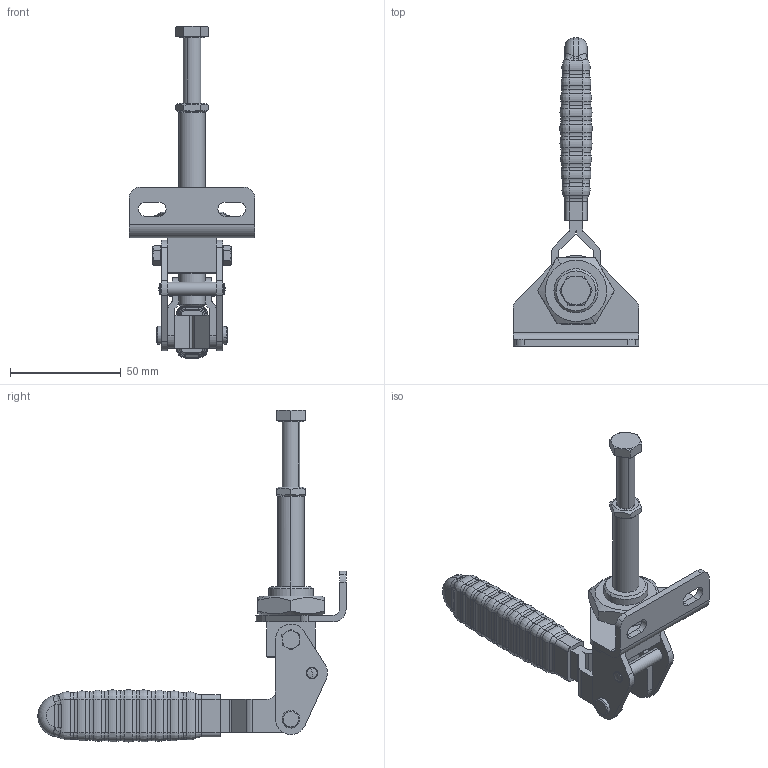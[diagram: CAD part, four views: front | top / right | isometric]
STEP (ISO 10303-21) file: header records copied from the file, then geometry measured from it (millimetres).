
FILE_DESCRIPTION((''),'2;1');
FILE_NAME('CP16.stp','2009-10-27T15:35:13',('David'),(''),'Autodesk Inventor 8','Autodesk Inventor 8','');
FILE_SCHEMA(('AUTOMOTIVE_DESIGN { 1 0 10303 214 1 1 1 1 }'));
Length unit declared in the file: millimetre
Products named in the file (9): CP16; CP16 MOUNTING BRACKET; CP16 BODY; CP16 PLUNGER; CP16 HANDLE ASSEMBLY; CP16 LINK ASSEMBLY; ISO 4017  (Regular Thread) M8 x 60; ISO 4035 - M8; DIN 439-2  (Fine Thread) - replaced by DIN EN 28 675 M20 x 1
Assembly tree (8 placements, depth 2):
  CP16
    CP16 MOUNTING BRACKET
    CP16 BODY
    CP16 PLUNGER
    CP16 HANDLE ASSEMBLY
    CP16 LINK ASSEMBLY
    ISO 4017  (Regular Thread) M8 x 60
    ISO 4035 - M8
    DIN 439-2  (Fine Thread) - replaced by DIN EN 28 675 M20 x 1
Bounding box: 57 x 139.54 x 150.23 mm (x, y, z)
Volume: 65689.9 mm3; surface area: 34134 mm2
Topology: 8 solids, 9 shells, 546 faces, 1324 edges, 804 vertices
Faces by surface type: cylinder 191, bspline 168, plane 107, cone 58, torus 18, sphere 4
Entity records: 20386 total; most frequent: CARTESIAN_POINT 7725, DIRECTION 2727, ORIENTED_EDGE 2628, EDGE_CURVE 1314, AXIS2_PLACEMENT_3D 1124, VERTEX_POINT 804, CIRCLE 729, EDGE_LOOP 588
